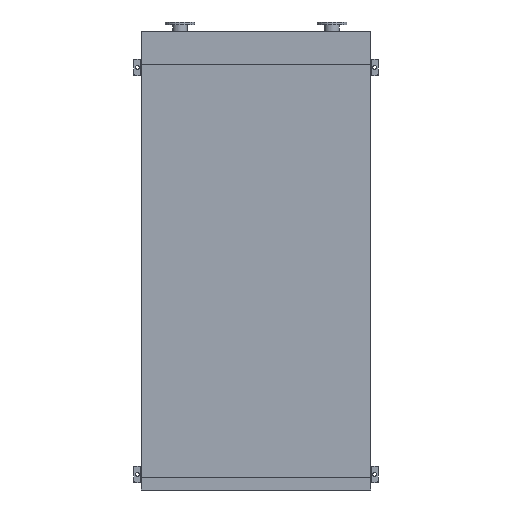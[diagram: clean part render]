
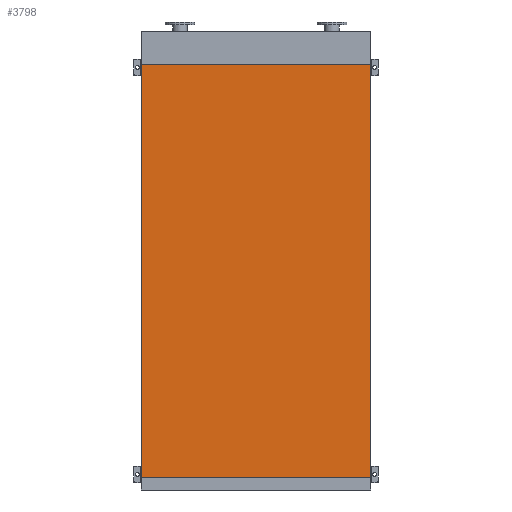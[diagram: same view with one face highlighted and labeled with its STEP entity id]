
A CAD part, front view. The second image highlights one B-rep face of the part: STEP entity #3798.
In plain terms, the highlighted planar face has unit normal (0, -1, 0).
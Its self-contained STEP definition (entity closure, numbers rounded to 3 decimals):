
#213 = FACE_OUTER_BOUND ( 'NONE', #15594, .T. ) ;
#2060 = ORIENTED_EDGE ( 'NONE', *, *, #11329, .T. ) ;
#3051 = VECTOR ( 'NONE', #15088, 1000. ) ;
#3564 = VERTEX_POINT ( 'NONE', #17059 ) ;
#3798 = ADVANCED_FACE ( 'NONE', ( #213 ), #12097, .T. ) ;
#4547 = ORIENTED_EDGE ( 'NONE', *, *, #11680, .F. ) ;
#5113 = AXIS2_PLACEMENT_3D ( 'NONE', #13537, #17911, #9332 ) ;
#6109 = EDGE_CURVE ( 'NONE', #6781, #7797, #12467, .T. ) ;
#6781 = VERTEX_POINT ( 'NONE', #10839 ) ;
#7797 = VERTEX_POINT ( 'NONE', #13465 ) ;
#8414 = VECTOR ( 'NONE', #16789, 1000. ) ;
#8821 = LINE ( 'NONE', #18204, #8414 ) ;
#9332 = DIRECTION ( 'NONE',  ( 0., 0., -1. ) ) ;
#9457 = VECTOR ( 'NONE', #10367, 1000. ) ;
#10081 = CARTESIAN_POINT ( 'NONE',  ( 845., 0., 0. ) ) ;
#10367 = DIRECTION ( 'NONE',  ( 0., 0., 1. ) ) ;
#10839 = CARTESIAN_POINT ( 'NONE',  ( -845., 0., -3050. ) ) ;
#11130 = DIRECTION ( 'NONE',  ( 0., 0., 1. ) ) ;
#11329 = EDGE_CURVE ( 'NONE', #3564, #13778, #13235, .T. ) ;
#11680 = EDGE_CURVE ( 'NONE', #7797, #13778, #14351, .T. ) ;
#11931 = EDGE_CURVE ( 'NONE', #6781, #3564, #8821, .T. ) ;
#12097 = PLANE ( 'NONE',  #5113 ) ;
#12429 = ORIENTED_EDGE ( 'NONE', *, *, #6109, .F. ) ;
#12467 = LINE ( 'NONE', #17260, #16369 ) ;
#13188 = CARTESIAN_POINT ( 'NONE',  ( 845., 0., -3050. ) ) ;
#13235 = LINE ( 'NONE', #13188, #9457 ) ;
#13465 = CARTESIAN_POINT ( 'NONE',  ( -845., 0., 0. ) ) ;
#13537 = CARTESIAN_POINT ( 'NONE',  ( -845., 0., -3050. ) ) ;
#13778 = VERTEX_POINT ( 'NONE', #10081 ) ;
#14351 = LINE ( 'NONE', #16581, #3051 ) ;
#15088 = DIRECTION ( 'NONE',  ( 1., 0., 0. ) ) ;
#15594 = EDGE_LOOP ( 'NONE', ( #4547, #12429, #16329, #2060 ) ) ;
#16329 = ORIENTED_EDGE ( 'NONE', *, *, #11931, .T. ) ;
#16369 = VECTOR ( 'NONE', #11130, 1000. ) ;
#16581 = CARTESIAN_POINT ( 'NONE',  ( -845., 0., 0. ) ) ;
#16789 = DIRECTION ( 'NONE',  ( 1., 0., 0. ) ) ;
#17059 = CARTESIAN_POINT ( 'NONE',  ( 845., 0., -3050. ) ) ;
#17260 = CARTESIAN_POINT ( 'NONE',  ( -845., 0., -3050. ) ) ;
#17911 = DIRECTION ( 'NONE',  ( 0., -1., 0. ) ) ;
#18204 = CARTESIAN_POINT ( 'NONE',  ( -845., 0., -3050. ) ) ;
